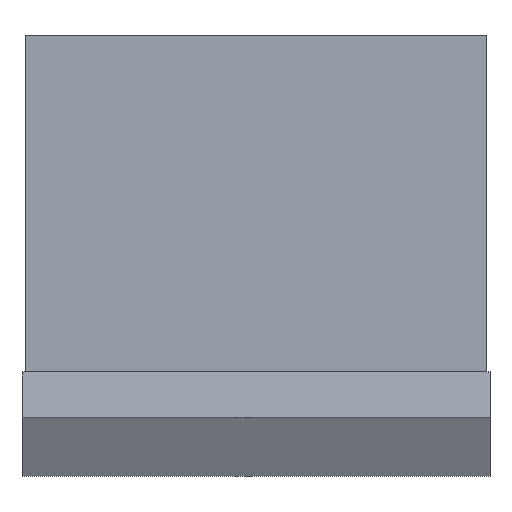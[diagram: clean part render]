
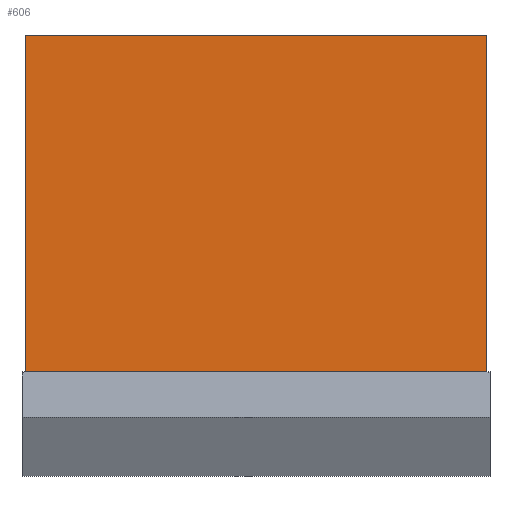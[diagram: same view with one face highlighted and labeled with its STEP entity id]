
A CAD part, front view. The second image highlights one B-rep face of the part: STEP entity #606.
In plain terms, the highlighted planar face has unit normal (0, -1, 0).
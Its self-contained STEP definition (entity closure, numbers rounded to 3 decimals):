
#606=ADVANCED_FACE('',(#1078),#4824,.T.);
#1078=FACE_OUTER_BOUND('',#1640,.F.);
#1640=EDGE_LOOP('',(#3530,#3531,#3532,#3533));
#3530=ORIENTED_EDGE('',*,*,#5834,.F.);
#3531=ORIENTED_EDGE('',*,*,#5840,.F.);
#3532=ORIENTED_EDGE('',*,*,#5838,.F.);
#3533=ORIENTED_EDGE('',*,*,#5836,.F.);
#4824=PLANE('',#10100);
#5834=EDGE_CURVE('',#9264,#9260,#7123,.T.);
#5836=EDGE_CURVE('',#9260,#9256,#7125,.T.);
#5838=EDGE_CURVE('',#9256,#9252,#7127,.T.);
#5840=EDGE_CURVE('',#9252,#9264,#7129,.T.);
#7123=LINE('',#14659,#8306);
#7125=LINE('',#14661,#8308);
#7127=LINE('',#14663,#8310);
#7129=LINE('',#14665,#8312);
#8306=VECTOR('',#11850,330.);
#8308=VECTOR('',#11852,453.);
#8310=VECTOR('',#11854,330.);
#8312=VECTOR('',#11856,453.);
#9252=VERTEX_POINT('',#14638);
#9256=VERTEX_POINT('',#14642);
#9260=VERTEX_POINT('',#14646);
#9264=VERTEX_POINT('',#14650);
#10100=AXIS2_PLACEMENT_3D('',#14687,#11886,#11887);
#11850=DIRECTION('',(0.,0.,-1.));
#11852=DIRECTION('',(1.,0.,0.));
#11854=DIRECTION('',(0.,0.,1.));
#11856=DIRECTION('',(-1.,0.,0.));
#11886=DIRECTION('',(0.,-1.,0.));
#11887=DIRECTION('',(0.,0.,1.));
#14638=CARTESIAN_POINT('',(226.5,-204.5,364.5));
#14642=CARTESIAN_POINT('',(226.5,-204.5,34.5));
#14646=CARTESIAN_POINT('',(-226.5,-204.5,34.5));
#14650=CARTESIAN_POINT('',(-226.5,-204.5,364.5));
#14659=CARTESIAN_POINT('',(-226.5,-204.5,364.5));
#14661=CARTESIAN_POINT('',(-226.5,-204.5,34.5));
#14663=CARTESIAN_POINT('',(226.5,-204.5,34.5));
#14665=CARTESIAN_POINT('',(226.5,-204.5,364.5));
#14687=CARTESIAN_POINT('',(232.05,-204.5,28.95));
